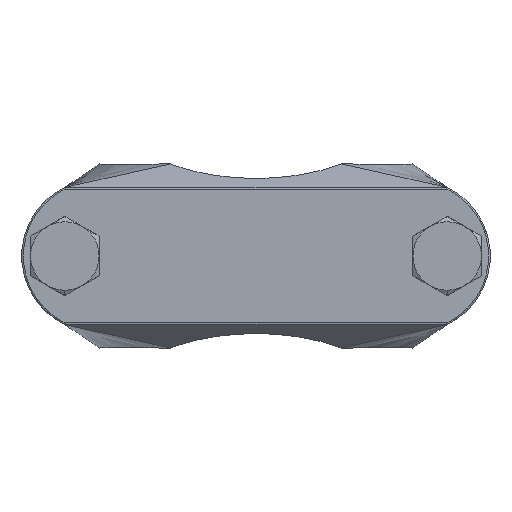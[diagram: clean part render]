
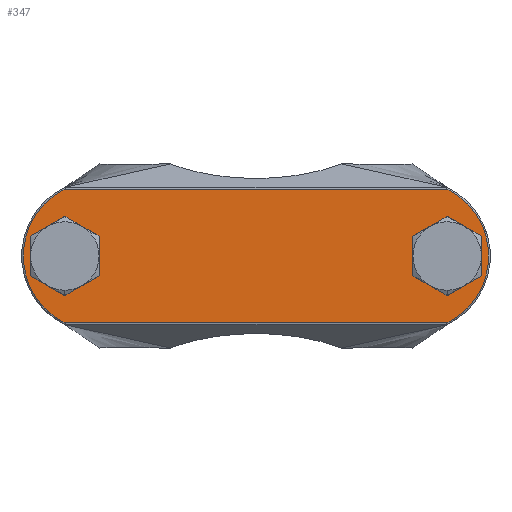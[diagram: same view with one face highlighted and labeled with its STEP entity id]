
A CAD part, front view. The second image highlights one B-rep face of the part: STEP entity #347.
In plain terms, the highlighted planar face has unit normal (0, -1, 0).
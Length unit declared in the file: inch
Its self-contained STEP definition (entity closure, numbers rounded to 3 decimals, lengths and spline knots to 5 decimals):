
#31 = DIRECTION ( 'NONE',  ( 0., 0., -1. ) ) ;
#127 = DIRECTION ( 'NONE',  ( 1., 0., 0. ) ) ;
#154 = LINE ( 'NONE', #441, #1111 ) ;
#181 = CARTESIAN_POINT ( 'NONE',  ( 1.00949, -0.677, 0. ) ) ;
#190 = ORIENTED_EDGE ( 'NONE', *, *, #3659, .F. ) ;
#199 = CARTESIAN_POINT ( 'NONE',  ( 1.43875, -0.677, 0.1263 ) ) ;
#200 = LINE ( 'NONE', #3293, #1736 ) ;
#201 = CARTESIAN_POINT ( 'NONE',  ( -1.00125, -0.677, -0.1263 ) ) ;
#207 = FACE_BOUND ( 'NONE', #532, .T. ) ;
#238 = VECTOR ( 'NONE', #1938, 39.37008 ) ;
#239 = EDGE_CURVE ( 'NONE', #2624, #1920, #2501, .T. ) ;
#294 = CARTESIAN_POINT ( 'NONE',  ( -1.22, -0.677, 0.4275 ) ) ;
#318 = ORIENTED_EDGE ( 'NONE', *, *, #2872, .F. ) ;
#324 = VERTEX_POINT ( 'NONE', #2948 ) ;
#330 = ORIENTED_EDGE ( 'NONE', *, *, #239, .F. ) ;
#347 = ADVANCED_FACE ( 'NONE', ( #1934, #2204, #207 ), #2866, .T. ) ;
#416 = VERTEX_POINT ( 'NONE', #2908 ) ;
#441 = CARTESIAN_POINT ( 'NONE',  ( 1.22, -0.677, -0.4275 ) ) ;
#465 = VERTEX_POINT ( 'NONE', #892 ) ;
#529 = CARTESIAN_POINT ( 'NONE',  ( -1.00125, -0.677, 0.1263 ) ) ;
#532 = EDGE_LOOP ( 'NONE', ( #1631, #190, #1015, #2439, #318, #330 ) ) ;
#555 = DIRECTION ( 'NONE',  ( -1., 0., 0. ) ) ;
#556 = VECTOR ( 'NONE', #1882, 39.37008 ) ;
#608 = DIRECTION ( 'NONE',  ( 0., -1., 0. ) ) ;
#624 = DIRECTION ( 'NONE',  ( 0., -1., 0. ) ) ;
#657 = VERTEX_POINT ( 'NONE', #2792 ) ;
#667 = ORIENTED_EDGE ( 'NONE', *, *, #1572, .T. ) ;
#680 = LINE ( 'NONE', #199, #2016 ) ;
#722 = AXIS2_PLACEMENT_3D ( 'NONE', #3150, #608, #2080 ) ;
#802 = DIRECTION ( 'NONE',  ( 0., 0., -1. ) ) ;
#803 = ORIENTED_EDGE ( 'NONE', *, *, #2164, .F. ) ;
#818 = ORIENTED_EDGE ( 'NONE', *, *, #3507, .T. ) ;
#878 = CARTESIAN_POINT ( 'NONE',  ( 1.00125, -0.677, 0.1263 ) ) ;
#892 = CARTESIAN_POINT ( 'NONE',  ( 1.21771, -0.677, 0.4275 ) ) ;
#968 = VECTOR ( 'NONE', #3180, 39.37008 ) ;
#969 = LINE ( 'NONE', #3728, #3179 ) ;
#982 = CARTESIAN_POINT ( 'NONE',  ( -1.43875, -0.677, -0.1263 ) ) ;
#997 = CARTESIAN_POINT ( 'NONE',  ( 1.00125, -0.677, -0.1263 ) ) ;
#1015 = ORIENTED_EDGE ( 'NONE', *, *, #2533, .F. ) ;
#1016 = DIRECTION ( 'NONE',  ( 0.866, 0., -0.5 ) ) ;
#1019 = LINE ( 'NONE', #2525, #2895 ) ;
#1034 = LINE ( 'NONE', #2459, #556 ) ;
#1111 = VECTOR ( 'NONE', #127, 39.37008 ) ;
#1160 = LINE ( 'NONE', #1300, #3282 ) ;
#1176 = VERTEX_POINT ( 'NONE', #3515 ) ;
#1190 = ORIENTED_EDGE ( 'NONE', *, *, #1599, .F. ) ;
#1224 = EDGE_LOOP ( 'NONE', ( #3213, #803, #2980, #3684, #1190, #2450 ) ) ;
#1291 = VECTOR ( 'NONE', #2740, 39.37008 ) ;
#1300 = CARTESIAN_POINT ( 'NONE',  ( 1.22, -0.677, 0.25259 ) ) ;
#1396 = DIRECTION ( 'NONE',  ( 0., 0., 1. ) ) ;
#1416 = DIRECTION ( 'NONE',  ( 0., 0., 1. ) ) ;
#1417 = EDGE_LOOP ( 'NONE', ( #3400, #2798, #667, #818 ) ) ;
#1495 = LINE ( 'NONE', #294, #1628 ) ;
#1538 = LINE ( 'NONE', #3330, #1587 ) ;
#1572 = EDGE_CURVE ( 'NONE', #657, #2540, #154, .T. ) ;
#1587 = VECTOR ( 'NONE', #3057, 39.37008 ) ;
#1599 = EDGE_CURVE ( 'NONE', #1176, #3002, #2999, .T. ) ;
#1626 = CARTESIAN_POINT ( 'NONE',  ( 1.22, -0.677, -0.25259 ) ) ;
#1628 = VECTOR ( 'NONE', #555, 39.37008 ) ;
#1631 = ORIENTED_EDGE ( 'NONE', *, *, #1843, .F. ) ;
#1657 = CARTESIAN_POINT ( 'NONE',  ( 1.00125, -0.677, 0.1263 ) ) ;
#1679 = CIRCLE ( 'NONE', #1998, 0.47551 ) ;
#1710 = EDGE_CURVE ( 'NONE', #3211, #416, #969, .T. ) ;
#1736 = VECTOR ( 'NONE', #3001, 39.37008 ) ;
#1816 = VERTEX_POINT ( 'NONE', #2172 ) ;
#1843 = EDGE_CURVE ( 'NONE', #1816, #2624, #200, .T. ) ;
#1845 = CIRCLE ( 'NONE', #2916, 0.47551 ) ;
#1882 = DIRECTION ( 'NONE',  ( 0.866, 0., -0.5 ) ) ;
#1886 = VERTEX_POINT ( 'NONE', #201 ) ;
#1920 = VERTEX_POINT ( 'NONE', #982 ) ;
#1934 = FACE_OUTER_BOUND ( 'NONE', #1417, .T. ) ;
#1938 = DIRECTION ( 'NONE',  ( 0., 0., -1. ) ) ;
#1989 = CARTESIAN_POINT ( 'NONE',  ( 1.21771, -0.677, -0.4275 ) ) ;
#1998 = AXIS2_PLACEMENT_3D ( 'NONE', #181, #2251, #802 ) ;
#2000 = CARTESIAN_POINT ( 'NONE',  ( -1.00125, -0.677, 0.1263 ) ) ;
#2008 = VERTEX_POINT ( 'NONE', #878 ) ;
#2016 = VECTOR ( 'NONE', #3653, 39.37008 ) ;
#2077 = CARTESIAN_POINT ( 'NONE',  ( -1.00949, -0.677, 0. ) ) ;
#2080 = DIRECTION ( 'NONE',  ( 0., 0., -1. ) ) ;
#2164 = EDGE_CURVE ( 'NONE', #416, #3524, #680, .T. ) ;
#2172 = CARTESIAN_POINT ( 'NONE',  ( -1.22, -0.677, 0.25259 ) ) ;
#2182 = DIRECTION ( 'NONE',  ( -0.866, 0., -0.5 ) ) ;
#2188 = EDGE_CURVE ( 'NONE', #3002, #3211, #3589, .T. ) ;
#2204 = FACE_BOUND ( 'NONE', #1224, .T. ) ;
#2251 = DIRECTION ( 'NONE',  ( 0., -1., 0. ) ) ;
#2392 = VECTOR ( 'NONE', #2639, 39.37008 ) ;
#2439 = ORIENTED_EDGE ( 'NONE', *, *, #3340, .F. ) ;
#2450 = ORIENTED_EDGE ( 'NONE', *, *, #2555, .F. ) ;
#2459 = CARTESIAN_POINT ( 'NONE',  ( -1.43875, -0.677, -0.1263 ) ) ;
#2494 = LINE ( 'NONE', #1657, #238 ) ;
#2501 = LINE ( 'NONE', #3734, #968 ) ;
#2525 = CARTESIAN_POINT ( 'NONE',  ( -1.00125, -0.677, -0.1263 ) ) ;
#2533 = EDGE_CURVE ( 'NONE', #1886, #2747, #1019, .T. ) ;
#2540 = VERTEX_POINT ( 'NONE', #1989 ) ;
#2555 = EDGE_CURVE ( 'NONE', #2008, #1176, #2494, .T. ) ;
#2562 = CARTESIAN_POINT ( 'NONE',  ( -1.43875, -0.677, 0.1263 ) ) ;
#2624 = VERTEX_POINT ( 'NONE', #2562 ) ;
#2639 = DIRECTION ( 'NONE',  ( -0.866, 0., 0.5 ) ) ;
#2658 = VERTEX_POINT ( 'NONE', #3422 ) ;
#2740 = DIRECTION ( 'NONE',  ( 0.866, 0., 0.5 ) ) ;
#2747 = VERTEX_POINT ( 'NONE', #2000 ) ;
#2792 = CARTESIAN_POINT ( 'NONE',  ( -1.21771, -0.677, -0.4275 ) ) ;
#2794 = EDGE_CURVE ( 'NONE', #324, #657, #1845, .T. ) ;
#2798 = ORIENTED_EDGE ( 'NONE', *, *, #2794, .T. ) ;
#2866 = PLANE ( 'NONE',  #722 ) ;
#2872 = EDGE_CURVE ( 'NONE', #1920, #2658, #1034, .T. ) ;
#2895 = VECTOR ( 'NONE', #1396, 39.37008 ) ;
#2908 = CARTESIAN_POINT ( 'NONE',  ( 1.43875, -0.677, 0.1263 ) ) ;
#2916 = AXIS2_PLACEMENT_3D ( 'NONE', #2077, #624, #31 ) ;
#2945 = EDGE_CURVE ( 'NONE', #3524, #2008, #1160, .T. ) ;
#2948 = CARTESIAN_POINT ( 'NONE',  ( -1.21771, -0.677, 0.4275 ) ) ;
#2980 = ORIENTED_EDGE ( 'NONE', *, *, #1710, .F. ) ;
#2999 = LINE ( 'NONE', #997, #3101 ) ;
#3001 = DIRECTION ( 'NONE',  ( -0.866, 0., -0.5 ) ) ;
#3002 = VERTEX_POINT ( 'NONE', #3408 ) ;
#3057 = DIRECTION ( 'NONE',  ( 0.866, 0., 0.5 ) ) ;
#3092 = CARTESIAN_POINT ( 'NONE',  ( 1.22, -0.677, 0.25259 ) ) ;
#3101 = VECTOR ( 'NONE', #1016, 39.37008 ) ;
#3150 = CARTESIAN_POINT ( 'NONE',  ( -1.00949, -0.677, 0. ) ) ;
#3179 = VECTOR ( 'NONE', #1416, 39.37008 ) ;
#3180 = DIRECTION ( 'NONE',  ( 0., 0., -1. ) ) ;
#3202 = CARTESIAN_POINT ( 'NONE',  ( 1.43875, -0.677, -0.1263 ) ) ;
#3211 = VERTEX_POINT ( 'NONE', #3202 ) ;
#3213 = ORIENTED_EDGE ( 'NONE', *, *, #2945, .F. ) ;
#3282 = VECTOR ( 'NONE', #2182, 39.37008 ) ;
#3293 = CARTESIAN_POINT ( 'NONE',  ( -1.22, -0.677, 0.25259 ) ) ;
#3330 = CARTESIAN_POINT ( 'NONE',  ( -1.22, -0.677, -0.25259 ) ) ;
#3340 = EDGE_CURVE ( 'NONE', #2658, #1886, #1538, .T. ) ;
#3400 = ORIENTED_EDGE ( 'NONE', *, *, #3576, .T. ) ;
#3408 = CARTESIAN_POINT ( 'NONE',  ( 1.22, -0.677, -0.25259 ) ) ;
#3422 = CARTESIAN_POINT ( 'NONE',  ( -1.22, -0.677, -0.25259 ) ) ;
#3507 = EDGE_CURVE ( 'NONE', #2540, #465, #1679, .T. ) ;
#3515 = CARTESIAN_POINT ( 'NONE',  ( 1.00125, -0.677, -0.1263 ) ) ;
#3524 = VERTEX_POINT ( 'NONE', #3092 ) ;
#3576 = EDGE_CURVE ( 'NONE', #465, #324, #1495, .T. ) ;
#3589 = LINE ( 'NONE', #1626, #1291 ) ;
#3653 = DIRECTION ( 'NONE',  ( -0.866, 0., 0.5 ) ) ;
#3659 = EDGE_CURVE ( 'NONE', #2747, #1816, #3743, .T. ) ;
#3684 = ORIENTED_EDGE ( 'NONE', *, *, #2188, .F. ) ;
#3728 = CARTESIAN_POINT ( 'NONE',  ( 1.43875, -0.677, -0.1263 ) ) ;
#3734 = CARTESIAN_POINT ( 'NONE',  ( -1.43875, -0.677, 0.1263 ) ) ;
#3743 = LINE ( 'NONE', #529, #2392 ) ;
